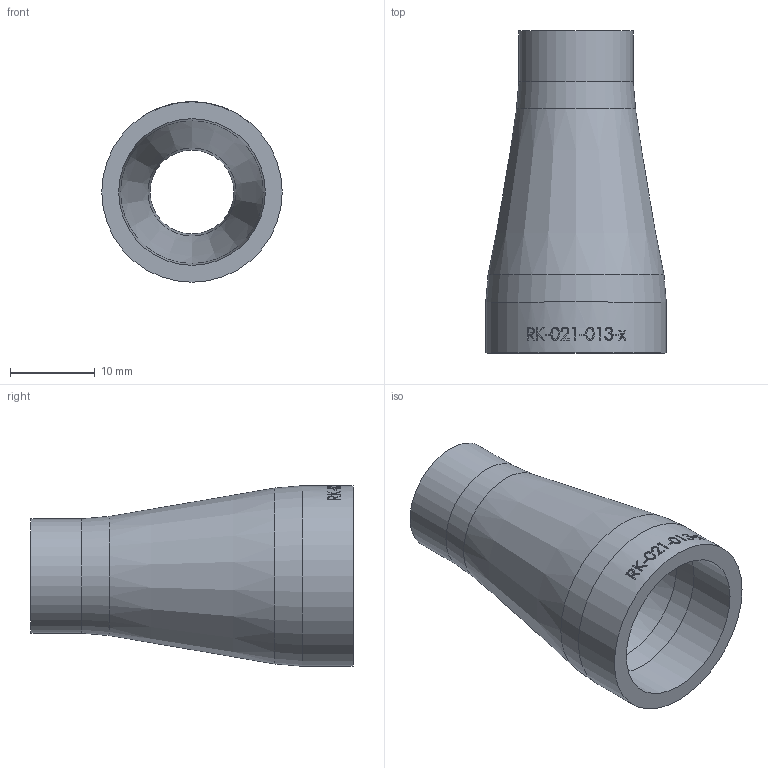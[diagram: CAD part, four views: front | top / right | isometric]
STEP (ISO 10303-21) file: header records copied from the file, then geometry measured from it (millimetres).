
FILE_DESCRIPTION (( 'STEP AP214' ), '1' );
FILE_NAME ('RK-021-013-x Reduzierung 21,3x13,5x2,0x1,6 BL38 1909.STEP', '2019-09-09T09:45:57', ( '' ), ( '' ), 'SwSTEP 2.0', 'SolidWorks 2016', '' );
FILE_SCHEMA (( 'AUTOMOTIVE_DESIGN' ));
Length unit declared in the file: millimetre
Products named in the file (1): RK-021-013-x Reduzierung 21,3x13,5x2,0x1,6 BL38 1909
Bounding box: 21.3 x 38 x 21.3 mm (x, y, z)
Volume: 3566.8 mm3; surface area: 3916.4 mm2
Topology: 1 solids, 1 shells, 137 faces, 352 edges, 232 vertices
Faces by surface type: bspline 62, plane 50, cylinder 19, torus 4, cone 2
Full cylindrical faces by diameter (mm): 9.9 x1, 13.5 x1, 17.3 x1, 21.3 x1
Entity records: 10246 total; most frequent: CARTESIAN_POINT 6086, ORIENTED_EDGE 684, DIRECTION 363, EDGE_CURVE 342, VERTEX_POINT 232, B_SPLINE_CURVE_WITH_KNOTS 203, EDGE_LOOP 164, AXIS2_PLACEMENT_3D 148
